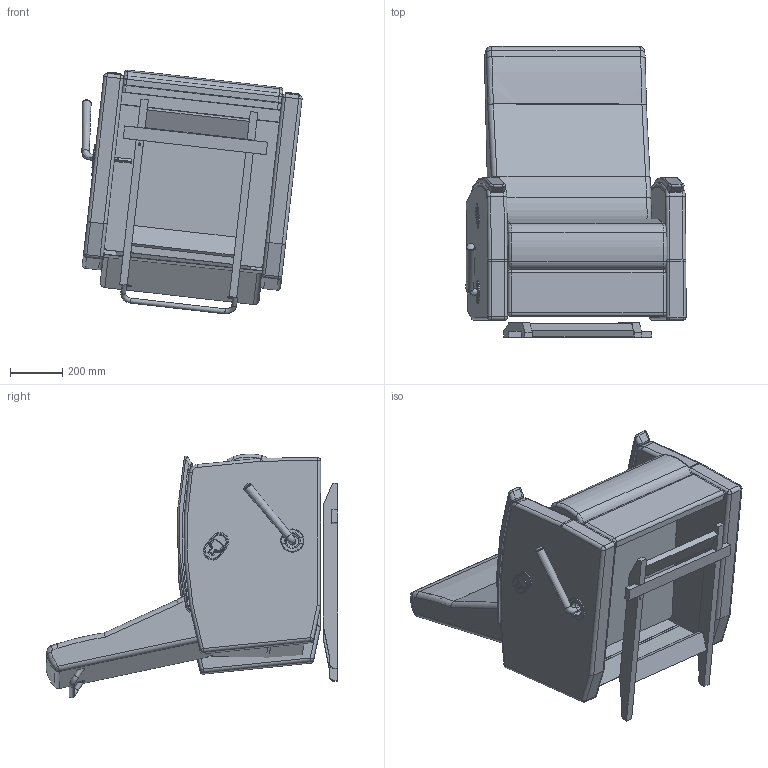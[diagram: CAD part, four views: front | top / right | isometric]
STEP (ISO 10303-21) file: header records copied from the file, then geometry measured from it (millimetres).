
FILE_DESCRIPTION(/* description */ (''),/* implementation_level */ '2;1');
FILE_NAME(/* name */ 'R1125U.stp',/* time_stamp */ '2017-09-28T15:26:43-04:00',/* author */ ('emehringer'),/* organization */ (''),/* preprocessor_version */ 'ST-DEVELOPER v16.5',/* originating_system */ 'Autodesk Inventor 2017',/* authorisation */ '');
FILE_SCHEMA (('AUTOMOTIVE_DESIGN { 1 0 10303 214 3 1 1 }'));
Length unit declared in the file: inch
Products named in the file (30): R1125U-W (SYMBOL); E1025 ACARM R; E1025 ACARM L; UKO E4025; USEAT E4025; EV7070 UBACK FLAP; BEZEL 3.5 BLK; HDL 3000 BLK; HDL 3000 BLKPLASTIC; HDL 3000 BLK METAL; RKR BTM 1025 (generic); 1025-34 CVBK (generic); 1025-33 CVBK (generic); 1025-35L CVBK (generic); 1025-35R CVBK1 (generic); 10X1-1/2" PH; 1025-35R CVBK (generic); MAC R1010; H1010 UBACK; PB3; PUSH BAR 17.625; PUSH BAR 17.625_1; PUSH BAR 17.625 right side; 1420X1.5 PSHPB; H1010 UBACK_1; JC BOLT 60X17MM; 5/16X18 JAM NUT; 5/16" WASHER; 5/16X.18 LK NUT; CABLE LEVER
Assembly tree (44 placements, depth 5):
  R1125U-W (SYMBOL)
    E1025 ACARM R
    E1025 ACARM L
    UKO E4025
    USEAT E4025
    EV7070 UBACK FLAP
    BEZEL 3.5 BLK
    HDL 3000 BLK
      HDL 3000 BLKPLASTIC
      HDL 3000 BLK METAL
    RKR BTM 1025 (generic)
      1025-34 CVBK (generic)  x2
      1025-33 CVBK (generic)
      1025-35L CVBK (generic)
        1025-35R CVBK1 (generic)
        10X1-1/2" PH
      1025-35R CVBK (generic)
    MAC R1010  x2
    H1010 UBACK
      PB3
        PUSH BAR 17.625
          PUSH BAR 17.625_1
          PUSH BAR 17.625 right side
        1420X1.5 PSHPB  x2
      H1010 UBACK_1
      JC BOLT 60X17MM  x4
      5/16X18 JAM NUT  x4
      5/16" WASHER  x4
      5/16X.18 LK NUT  x4
    CABLE LEVER
Bounding box: 840.43 x 1111.74 x 931.21 mm (x, y, z)
Volume: 178883451.8 mm3; surface area: 5742941.7 mm2
Topology: 43 solids, 43 shells, 870 faces, 1940 edges, 1172 vertices
Faces by surface type: plane 338, cylinder 212, cone 156, torus 106, bspline 32, sphere 26
Full cylindrical faces by diameter (mm): 4.826 x1, 5.953 x1, 6.35 x2, 6.401 x12, 7.302 x4, 7.938 x4, 8.89 x4, 9.398 x4, 11.112 x8, 12.497 x2, 12.7 x4, 16.891 x4, 19.05 x3, 22.9 x1, 22.987 x4, 53.975 x1, 57.15 x1, 88.9 x1
Entity records: 18761 total; most frequent: CARTESIAN_POINT 5227, DIRECTION 2879, ORIENTED_EDGE 2466, EDGE_CURVE 1233, AXIS2_PLACEMENT_3D 1161, VERTEX_POINT 777, EDGE_LOOP 666, FACE_OUTER_BOUND 577
